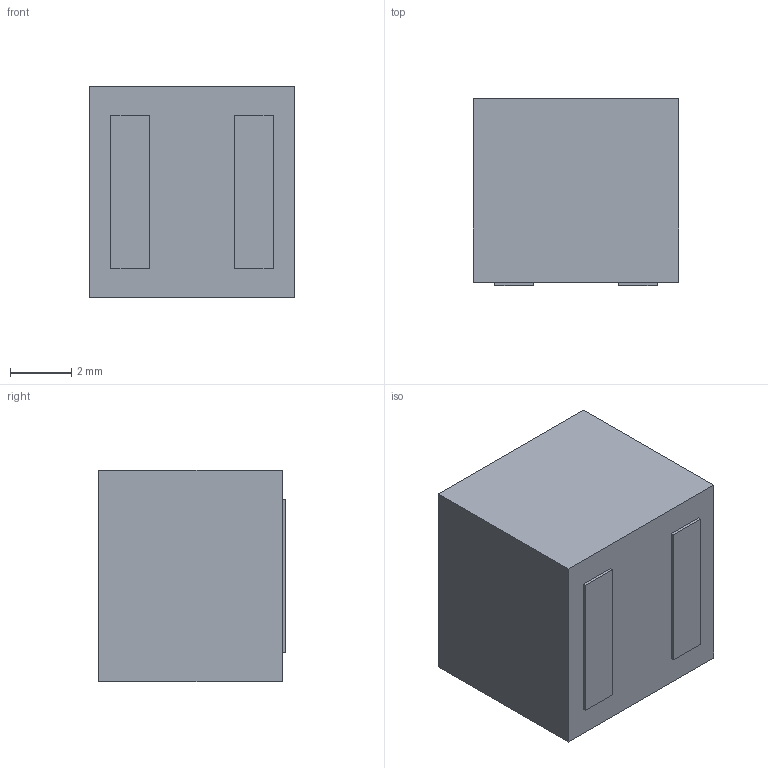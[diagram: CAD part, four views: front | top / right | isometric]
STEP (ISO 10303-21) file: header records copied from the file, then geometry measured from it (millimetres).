
FILE_DESCRIPTION (( 'STEP AP214' ), '1' );
FILE_NAME ('Coilcraft-XGL6060.STEP', '2020-06-09T13:18:59', ( '' ), ( '' ), 'SwSTEP 2.0', 'SolidWorks 2019', '' );
FILE_SCHEMA (( 'AUTOMOTIVE_DESIGN' ));
Length unit declared in the file: millimetre
Products named in the file (1): Coilcraft-XGL6060
Bounding box: 6.71 x 6.1 x 6.91 mm (x, y, z)
Volume: 279.4 mm3; surface area: 258.7 mm2
Topology: 1 solids, 1 shells, 21 faces, 81 edges, 69 vertices
Faces by surface type: plane 21
Entity records: 1298 total; most frequent: CARTESIAN_POINT 510, ORIENTED_EDGE 162, EDGE_CURVE 81, DIRECTION 80, VERTEX_POINT 69, B_SPLINE_CURVE_WITH_KNOTS 45, VECTOR 36, LINE 36
